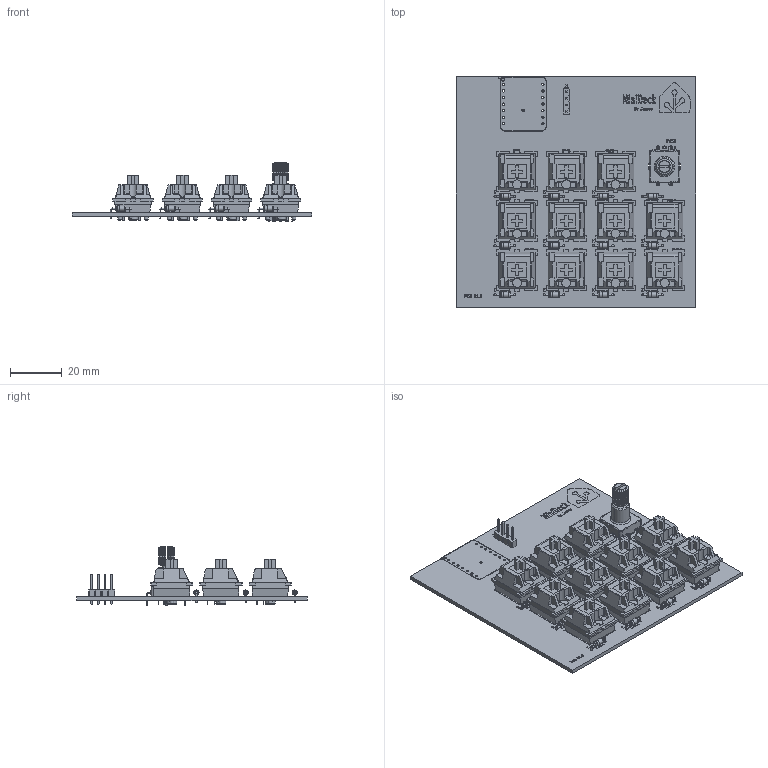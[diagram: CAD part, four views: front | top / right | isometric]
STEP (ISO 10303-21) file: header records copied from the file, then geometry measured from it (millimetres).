
FILE_DESCRIPTION(('KiCad electronic assembly'),'2;1');
FILE_NAME('Macro Pad.step','2025-12-23T16:15:46',('Pcbnew'),('Kicad'), 'Open CASCADE STEP processor 7.9','KiCad to STEP converter','Unknown' );
FILE_SCHEMA(('AUTOMOTIVE_DESIGN { 1 0 10303 214 1 1 1 1 }'));
Length unit declared in the file: millimetre
Products named in the file (10): Macro Pad 1; Cherry-MX-3D-simple--88ac3d5d-3482-4933-8fde-2c721e2554b6; Component1; Component2; D_DO-35_SOD27_P7.62mm_Horizontal; PinHeader_1x04_P2.54mm_Vertical; EC11 Rotary Encoder Dode Switch-15mm; Macro Pad_silkscreen; Macro Pad_PCB; Macro Pad 2
Assembly tree (29 placements, depth 3):
  Macro Pad 1
    Cherry-MX-3D-simple--88ac3d5d-3482-4933-8fde-2c721e2554b6  x11
      Component1
      Component2
    D_DO-35_SOD27_P7.62mm_Horizontal  x12
    PinHeader_1x04_P2.54mm_Vertical
    EC11 Rotary Encoder Dode Switch-15mm
    Macro Pad_silkscreen
    Macro Pad_PCB
  Macro Pad 2
Bounding box: 92.51 x 89.14 x 23.16 mm (x, y, z)
Volume: 32538 mm3; surface area: 38701.1 mm2
Topology: 115 solids, 254 shells, 2549 faces, 8766 edges, 6651 vertices
Faces by surface type: plane 1852, cylinder 544, torus 62, cone 61, sphere 22, bspline 8
Full cylindrical faces by diameter (mm): 0.5 x36, 0.8 x24, 0.889 x14, 1 x9, 1.5 x22, 1.6 x22, 1.7 x22, 2 x24, 2.02 x12, 3.85 x11, 4 x11
Entity records: 60792 total; most frequent: CARTESIAN_POINT 11830, DIRECTION 8615, ORIENTED_EDGE 7839, EDGE_CURVE 5302, VERTEX_POINT 4407, LINE 3899, VECTOR 3899, AXIS2_PLACEMENT_3D 2358
